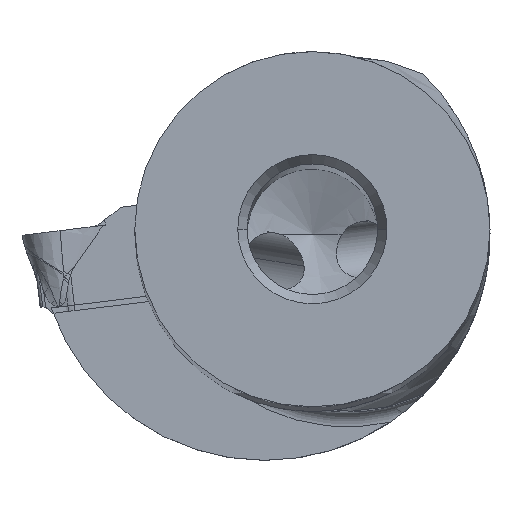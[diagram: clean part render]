
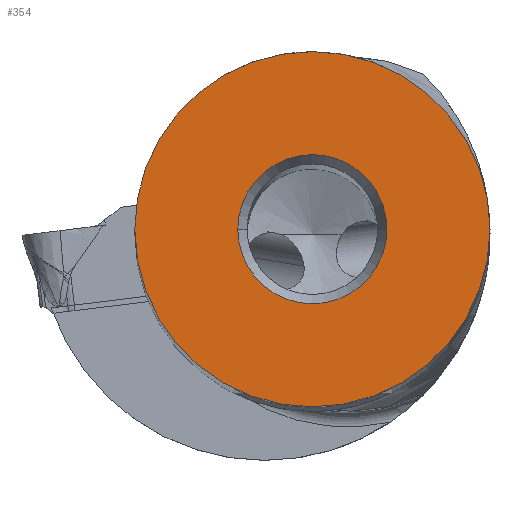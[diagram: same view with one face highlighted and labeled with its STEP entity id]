
A CAD part, top view. The second image highlights one B-rep face of the part: STEP entity #354.
In plain terms, the highlighted planar face has unit normal (0, 0, 1).
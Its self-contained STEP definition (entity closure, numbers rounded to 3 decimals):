
#42=FACE_BOUND('',#809,.T.);
#43=FACE_BOUND('',#810,.T.);
#201=PLANE('',#4090);
#354=ADVANCED_FACE('',(#42,#43),#201,.T.);
#809=EDGE_LOOP('',(#1692,#1693));
#810=EDGE_LOOP('',(#1694,#1695));
#1692=ORIENTED_EDGE('',*,*,#2854,.F.);
#1693=ORIENTED_EDGE('',*,*,#2859,.F.);
#1694=ORIENTED_EDGE('',*,*,#2860,.F.);
#1695=ORIENTED_EDGE('',*,*,#2861,.F.);
#2333=VERTEX_POINT('',#11182);
#2334=VERTEX_POINT('',#11184);
#2339=VERTEX_POINT('',#11197);
#2340=VERTEX_POINT('',#11198);
#2854=EDGE_CURVE('',#2334,#2333,#3405,.T.);
#2859=EDGE_CURVE('',#2333,#2334,#3406,.T.);
#2860=EDGE_CURVE('',#2339,#2340,#3407,.T.);
#2861=EDGE_CURVE('',#2340,#2339,#3408,.T.);
#3405=CIRCLE('',#4083,9.525);
#3406=CIRCLE('',#4087,9.525);
#3407=CIRCLE('',#4088,4.);
#3408=CIRCLE('',#4089,4.);
#4083=AXIS2_PLACEMENT_3D('',#11185,#4611,#4612);
#4087=AXIS2_PLACEMENT_3D('',#11195,#4621,#4622);
#4088=AXIS2_PLACEMENT_3D('',#11196,#4623,#4624);
#4089=AXIS2_PLACEMENT_3D('',#11199,#4625,#4626);
#4090=AXIS2_PLACEMENT_3D('',#11200,#4627,#4628);
#4611=DIRECTION('',(0.,0.,-1.));
#4612=DIRECTION('',(-1.,0.,0.));
#4621=DIRECTION('',(0.,0.,-1.));
#4622=DIRECTION('',(1.,0.,0.));
#4623=DIRECTION('',(0.,0.,1.));
#4624=DIRECTION('',(-1.,0.,0.));
#4625=DIRECTION('',(0.,0.,1.));
#4626=DIRECTION('',(1.,0.,0.));
#4627=DIRECTION('',(0.,0.,1.));
#4628=DIRECTION('',(-1.,0.,0.));
#11182=CARTESIAN_POINT('',(9.525,0.,0.));
#11184=CARTESIAN_POINT('',(-9.525,0.,0.));
#11185=CARTESIAN_POINT('',(0.,0.,0.));
#11195=CARTESIAN_POINT('',(0.,0.,0.));
#11196=CARTESIAN_POINT('',(0.,0.,0.));
#11197=CARTESIAN_POINT('',(-4.,0.,0.));
#11198=CARTESIAN_POINT('',(4.,0.,0.));
#11199=CARTESIAN_POINT('',(0.,0.,0.));
#11200=CARTESIAN_POINT('',(0.,0.,0.));
